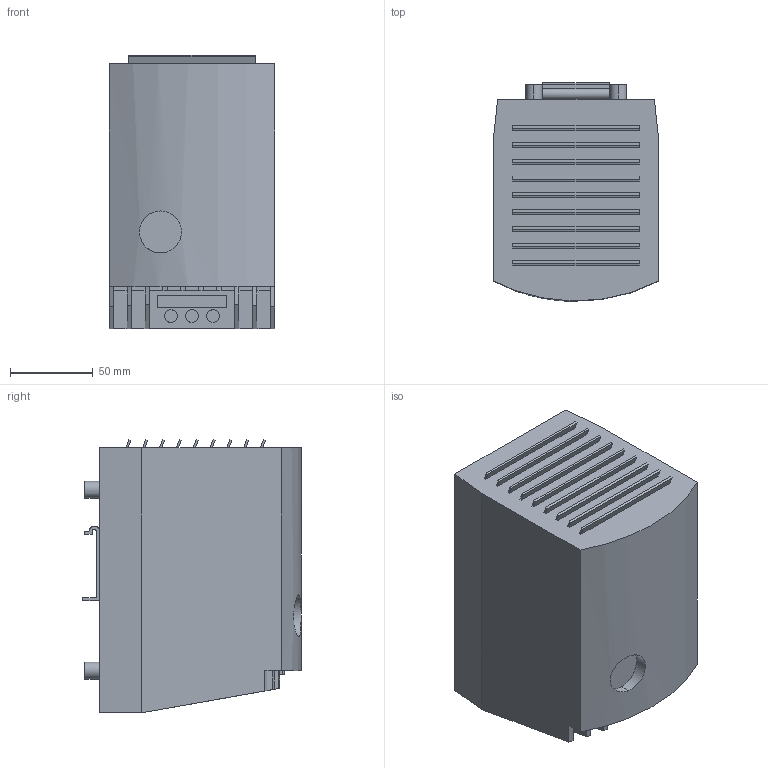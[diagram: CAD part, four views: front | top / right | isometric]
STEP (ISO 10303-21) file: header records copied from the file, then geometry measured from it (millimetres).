
FILE_DESCRIPTION (( 'STEP AP214' ), '1' );
FILE_NAME ('3184-0550-01-15.STEP', '2021-10-01T06:26:19', ( '' ), ( '' ), 'SwSTEP 2.0', 'SolidWorks 2019', '' );
FILE_SCHEMA (( 'AUTOMOTIVE_DESIGN' ));
Length unit declared in the file: millimetre
Products named in the file (1): 3184-0550-01-15
Bounding box: 100.08 x 132.05 x 165.1 mm (x, y, z)
Surface area: 134628.5 mm2 (no closed solid volume)
Topology: 0 solids, 1 shells, 193 faces, 552 edges, 359 vertices
Faces by surface type: plane 163, cylinder 30
Entity records: 7441 total; most frequent: CARTESIAN_POINT 3461, ORIENTED_EDGE 1072, B_SPLINE_CURVE_WITH_KNOTS 552, EDGE_CURVE 552, DIRECTION 388, VERTEX_POINT 359, EDGE_LOOP 225, AXIS2_PLACEMENT_3D 194
